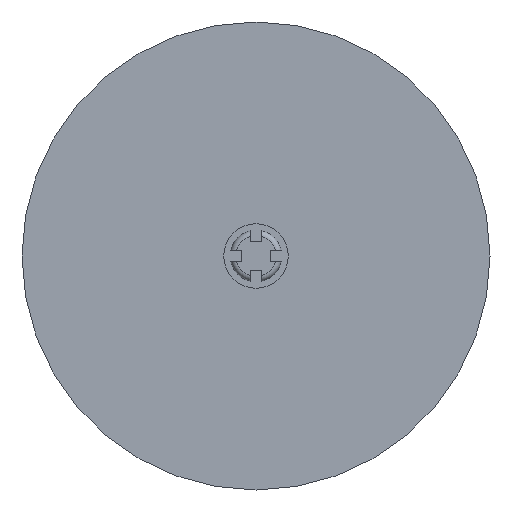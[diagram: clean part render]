
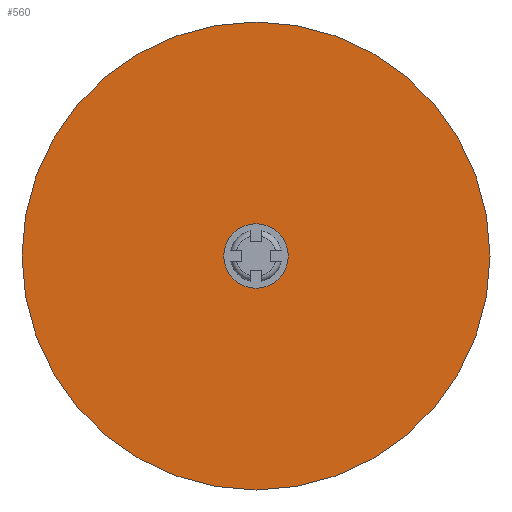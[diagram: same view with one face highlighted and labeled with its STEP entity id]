
A CAD part, front view. The second image highlights one B-rep face of the part: STEP entity #560.
In plain terms, the highlighted planar face has unit normal (0, -1, 0).
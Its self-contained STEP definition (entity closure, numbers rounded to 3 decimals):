
#41=FACE_BOUND('',#127,.T.);
#59=PLANE('',#629);
#91=FACE_OUTER_BOUND('',#126,.T.);
#126=EDGE_LOOP('',(#518));
#127=EDGE_LOOP('',(#519));
#239=CIRCLE('',#624,5.5);
#241=CIRCLE('',#627,127.);
#289=VERTEX_POINT('',#1006);
#291=VERTEX_POINT('',#1012);
#364=EDGE_CURVE('',#289,#289,#239,.T.);
#367=EDGE_CURVE('',#291,#291,#241,.T.);
#518=ORIENTED_EDGE('',*,*,#367,.F.);
#519=ORIENTED_EDGE('',*,*,#364,.F.);
#560=ADVANCED_FACE('',(#91,#41),#59,.F.);
#624=AXIS2_PLACEMENT_3D('',#1008,#773,#774);
#627=AXIS2_PLACEMENT_3D('',#1014,#780,#781);
#629=AXIS2_PLACEMENT_3D('',#1016,#784,#785);
#773=DIRECTION('center_axis',(0.,-1.,0.));
#774=DIRECTION('ref_axis',(-1.,0.,0.));
#780=DIRECTION('center_axis',(0.,1.,0.));
#781=DIRECTION('ref_axis',(-1.,0.,0.));
#784=DIRECTION('center_axis',(0.,1.,0.));
#785=DIRECTION('ref_axis',(-1.,0.,0.));
#1006=CARTESIAN_POINT('',(5.5,28.,0.));
#1008=CARTESIAN_POINT('Origin',(0.,28.,0.));
#1012=CARTESIAN_POINT('',(127.,28.,0.));
#1014=CARTESIAN_POINT('Origin',(0.,28.,0.));
#1016=CARTESIAN_POINT('Origin',(0.,28.,0.));
